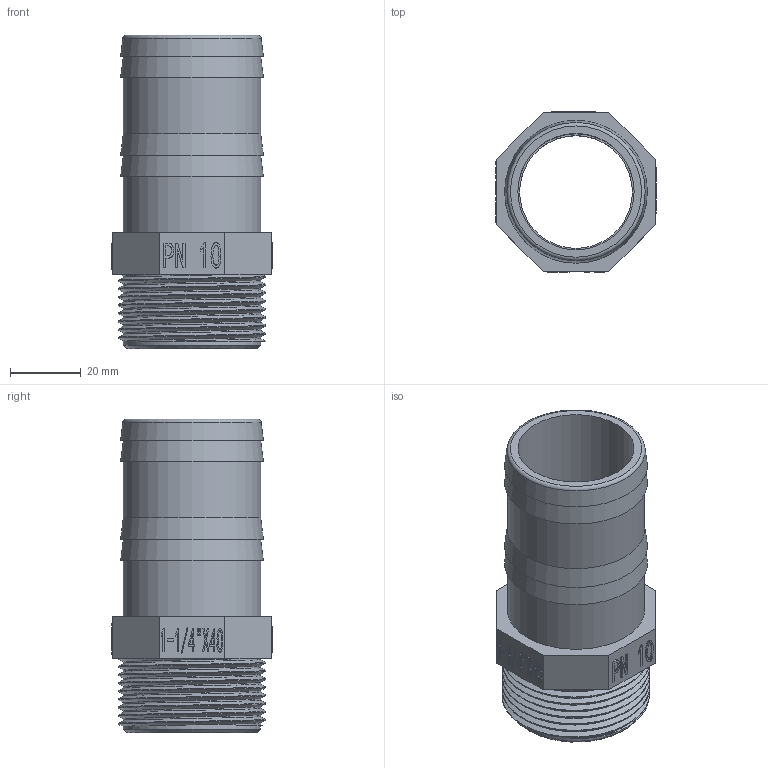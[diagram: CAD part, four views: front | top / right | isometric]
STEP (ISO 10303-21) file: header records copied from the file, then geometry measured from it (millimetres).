
FILE_DESCRIPTION(/* description */ (''),/* implementation_level */ '2;1');
FILE_NAME(/* name */ '1-1÷4X40软接外螺纹.stp',/* time_stamp */ '2023-12-29T09:52:45+08:00',/* author */ (''),/* organization */ (''),/* preprocessor_version */ 'ST-DEVELOPER v16',/* originating_system */ 'SIEMENS PLM Software NX 10.0',/* authorisation */ '');
FILE_SCHEMA (('AUTOMOTIVE_DESIGN { 1 0 10303 214 3 1 1 1 }'));
Length unit declared in the file: millimetre
Products named in the file (1): gelv0C8877FEej9j
Bounding box: 45.6 x 45.6 x 89 mm (x, y, z)
Volume: 39996.2 mm3; surface area: 24547.4 mm2
Topology: 1 solids, 1 shells, 258 faces, 663 edges, 442 vertices
Faces by surface type: plane 177, extrusion 59, cylinder 14, cone 5, bspline 2, torus 1
Full cylindrical faces by diameter (mm): 32 x1, 33 x1, 38.952 x9, 39 x2
Entity records: 10443 total; most frequent: CARTESIAN_POINT 5148, ORIENTED_EDGE 1248, DIRECTION 699, EDGE_CURVE 624, B_SPLINE_CURVE_WITH_KNOTS 445, VERTEX_POINT 422, EDGE_LOOP 298, VECTOR 275
